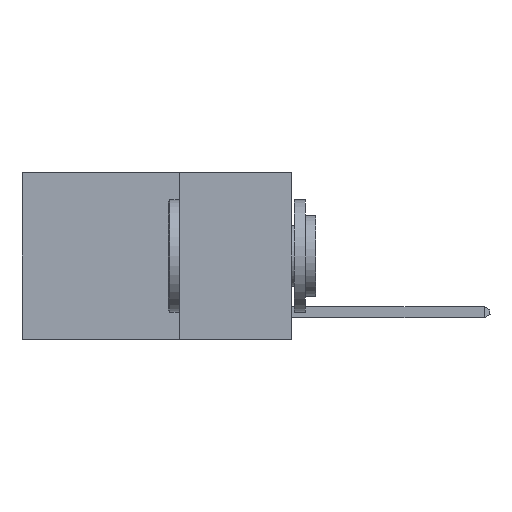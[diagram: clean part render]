
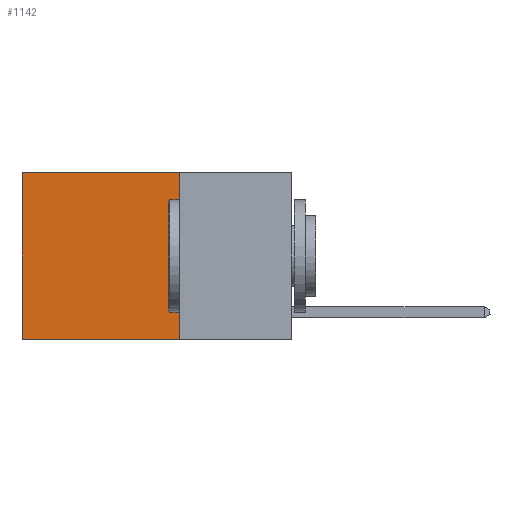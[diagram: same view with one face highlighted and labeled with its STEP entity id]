
A CAD part, left-side view. The second image highlights one B-rep face of the part: STEP entity #1142.
In plain terms, the highlighted planar face has unit normal (-1, 0, 0).
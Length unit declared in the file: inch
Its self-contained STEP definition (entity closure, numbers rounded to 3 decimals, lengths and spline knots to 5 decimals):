
#414 = FACE_OUTER_BOUND ( 'NONE', #9717, .T. ) ;
#683 = CARTESIAN_POINT ( 'NONE',  ( 0.2625, 0.25, -0.37 ) ) ;
#847 = AXIS2_PLACEMENT_3D ( 'NONE', #9800, #10837, #9962 ) ;
#1142 = ADVANCED_FACE ( 'NONE', ( #414 ), #9859, .F. ) ;
#1583 = CARTESIAN_POINT ( 'NONE',  ( 0.2625, 0.25, 0. ) ) ;
#1896 = DIRECTION ( 'NONE',  ( 0., 1., 0. ) ) ;
#2415 = DIRECTION ( 'NONE',  ( 0., 0., -1. ) ) ;
#2866 = CARTESIAN_POINT ( 'NONE',  ( 0.2625, 0.25, -0.37 ) ) ;
#2954 = VERTEX_POINT ( 'NONE', #4964 ) ;
#2997 = CARTESIAN_POINT ( 'NONE',  ( 0.2625, 0.6, 0. ) ) ;
#3399 = VERTEX_POINT ( 'NONE', #683 ) ;
#3738 = ORIENTED_EDGE ( 'NONE', *, *, #8280, .F. ) ;
#3810 = ORIENTED_EDGE ( 'NONE', *, *, #6785, .T. ) ;
#4531 = LINE ( 'NONE', #6204, #8934 ) ;
#4964 = CARTESIAN_POINT ( 'NONE',  ( 0.2625, 0.6, -0.37 ) ) ;
#5257 = VECTOR ( 'NONE', #2415, 39.37008 ) ;
#5362 = ORIENTED_EDGE ( 'NONE', *, *, #6272, .F. ) ;
#5773 = VECTOR ( 'NONE', #1896, 39.37008 ) ;
#6204 = CARTESIAN_POINT ( 'NONE',  ( 0.2625, 0.6, 0. ) ) ;
#6272 = EDGE_CURVE ( 'NONE', #3399, #2954, #6358, .T. ) ;
#6358 = LINE ( 'NONE', #2866, #5773 ) ;
#6785 = EDGE_CURVE ( 'NONE', #8797, #7182, #7191, .T. ) ;
#7182 = VERTEX_POINT ( 'NONE', #2997 ) ;
#7191 = LINE ( 'NONE', #7372, #8138 ) ;
#7372 = CARTESIAN_POINT ( 'NONE',  ( 0.2625, 0.25, 0. ) ) ;
#7924 = DIRECTION ( 'NONE',  ( 0., 0., -1. ) ) ;
#8138 = VECTOR ( 'NONE', #10753, 39.37008 ) ;
#8261 = CARTESIAN_POINT ( 'NONE',  ( 0.2625, 0.25, 0. ) ) ;
#8280 = EDGE_CURVE ( 'NONE', #8797, #3399, #11069, .T. ) ;
#8797 = VERTEX_POINT ( 'NONE', #8261 ) ;
#8934 = VECTOR ( 'NONE', #7924, 39.37008 ) ;
#9609 = ORIENTED_EDGE ( 'NONE', *, *, #10950, .T. ) ;
#9717 = EDGE_LOOP ( 'NONE', ( #9609, #5362, #3738, #3810 ) ) ;
#9800 = CARTESIAN_POINT ( 'NONE',  ( 0.2625, 0.25, 0. ) ) ;
#9859 = PLANE ( 'NONE',  #847 ) ;
#9962 = DIRECTION ( 'NONE',  ( 0., 0., -1. ) ) ;
#10753 = DIRECTION ( 'NONE',  ( 0., 1., 0. ) ) ;
#10837 = DIRECTION ( 'NONE',  ( 1., 0., 0. ) ) ;
#10950 = EDGE_CURVE ( 'NONE', #7182, #2954, #4531, .T. ) ;
#11069 = LINE ( 'NONE', #1583, #5257 ) ;
